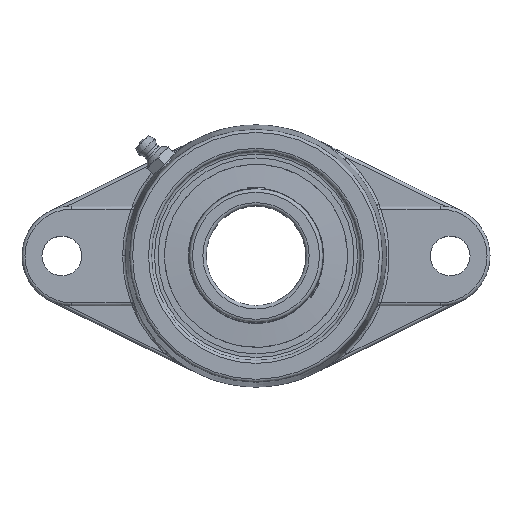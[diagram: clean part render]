
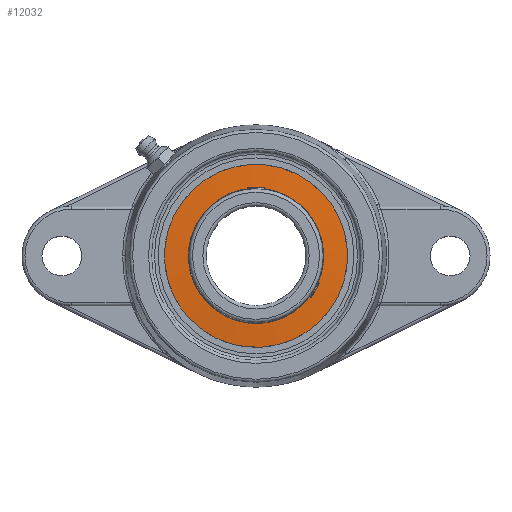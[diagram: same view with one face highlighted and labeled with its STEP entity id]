
A CAD part, top view. The second image highlights one B-rep face of the part: STEP entity #12032.
In plain terms, the highlighted conical face has half-angle 86.103 degrees and reference radius 23.978 mm.
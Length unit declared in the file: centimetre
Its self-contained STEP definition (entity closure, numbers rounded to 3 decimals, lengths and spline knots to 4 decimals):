
#11968=CARTESIAN_POINT('',(0.9754,-2.7559,0.));
#11969=VERTEX_POINT('',#11968);
#11979=CARTESIAN_POINT('',(0.9754,2.7559,0.));
#11980=VERTEX_POINT('',#11979);
#11981=CARTESIAN_POINT('',(0.9754,0.,0.));
#11982=DIRECTION('',(1.,0.,0.));
#11983=DIRECTION('',(-0.,1.,0.));
#11984=AXIS2_PLACEMENT_3D('',#11981,#11982,#11983);
#11985=CIRCLE('',#11984,2.7559);
#11986=EDGE_CURVE('',#11980,#11969,#11985,.T.);
#11988=CARTESIAN_POINT('',(0.9754,0.,0.));
#11989=DIRECTION('',(1.,0.,0.));
#11990=DIRECTION('',(-0.,1.,0.));
#11991=AXIS2_PLACEMENT_3D('',#11988,#11989,#11990);
#11992=CIRCLE('',#11991,2.7559);
#11993=EDGE_CURVE('',#11969,#11980,#11992,.T.);
#11998=CARTESIAN_POINT('',(0.9998,0.,0.));
#11999=DIRECTION('',(-1.,0.,0.));
#12000=DIRECTION('',(0.,1.,0.));
#12001=AXIS2_PLACEMENT_3D('',#11998,#11999,#12000);
#12002=CONICAL_SURFACE('',#12001,2.3978,86.103);
#12003=CARTESIAN_POINT('',(1.0241,-2.0396,-0.));
#12004=VERTEX_POINT('',#12003);
#12005=CARTESIAN_POINT('',(1.0241,-2.0396,-0.));
#12006=DIRECTION('',(-0.068,-0.998,-0.));
#12007=VECTOR('',#12006,0.7179);
#12008=LINE('',#12005,#12007);
#12009=EDGE_CURVE('',#12004,#11969,#12008,.T.);
#12010=ORIENTED_EDGE('',*,*,#12009,.T.);
#12011=ORIENTED_EDGE('',*,*,#11993,.T.);
#12012=ORIENTED_EDGE('',*,*,#11986,.T.);
#12013=ORIENTED_EDGE('',*,*,#12009,.F.);
#12014=CARTESIAN_POINT('',(1.0241,2.0396,0.));
#12015=VERTEX_POINT('',#12014);
#12016=CARTESIAN_POINT('',(1.0241,0.,0.));
#12017=DIRECTION('',(1.,0.,0.));
#12018=DIRECTION('',(-0.,1.,0.));
#12019=AXIS2_PLACEMENT_3D('',#12016,#12017,#12018);
#12020=CIRCLE('',#12019,2.0396);
#12021=EDGE_CURVE('',#12015,#12004,#12020,.T.);
#12022=ORIENTED_EDGE('',*,*,#12021,.F.);
#12023=CARTESIAN_POINT('',(1.0241,0.,0.));
#12024=DIRECTION('',(1.,0.,0.));
#12025=DIRECTION('',(-0.,1.,0.));
#12026=AXIS2_PLACEMENT_3D('',#12023,#12024,#12025);
#12027=CIRCLE('',#12026,2.0396);
#12028=EDGE_CURVE('',#12004,#12015,#12027,.T.);
#12029=ORIENTED_EDGE('',*,*,#12028,.F.);
#12030=EDGE_LOOP('',(#12010,#12011,#12012,#12013,#12022,#12029));
#12031=FACE_BOUND('',#12030,.T.);
#12032=ADVANCED_FACE('',(#12031),#12002,.T.);
